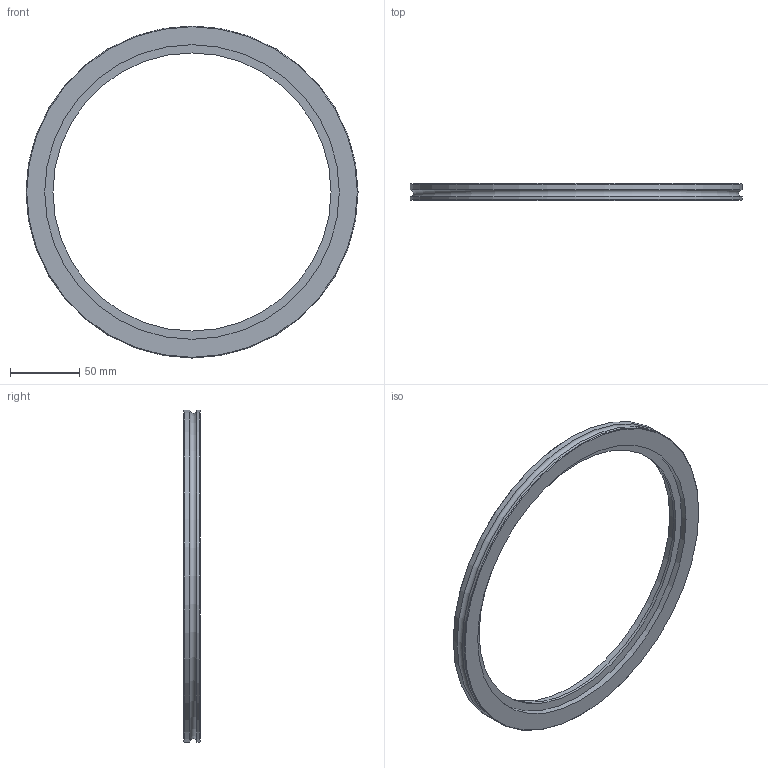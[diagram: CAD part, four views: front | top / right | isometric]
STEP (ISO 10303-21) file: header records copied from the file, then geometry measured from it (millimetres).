
FILE_DESCRIPTION(('FreeCAD Model'),'2;1');
FILE_NAME('FW-ISO200.step','2021-01-10T14:58:02', ('Author'),(''),'Open CASCADE STEP processor 6.8','FreeCAD','Unknown' );
FILE_SCHEMA(('AUTOMOTIVE_DESIGN_CC2 { 1 2 10303 214 -1 1 5 4 }'));
Length unit declared in the file: millimetre
Products named in the file (1): ISO200B204
Bounding box: 240 x 12 x 240 mm (x, y, z)
Volume: 123256.4 mm3; surface area: 48361.2 mm2
Topology: 1 solids, 1 shells, 16 faces, 26 edges, 16 vertices
Faces by surface type: cylinder 7, plane 6, cone 2, torus 1
Full cylindrical faces by diameter (mm): 201 x1, 203.7 x1, 213 x1, 222.3 x1, 235 x1, 240 x2
Entity records: 1189 total; most frequent: CARTESIAN_POINT 638, DIRECTION 93, ORIENTED_EDGE 52, PCURVE 52, DEFINITIONAL_REPRESENTATION 52, AXIS2_PLACEMENT_3D 33, B_SPLINE_CURVE_WITH_KNOTS 30, EDGE_CURVE 26
